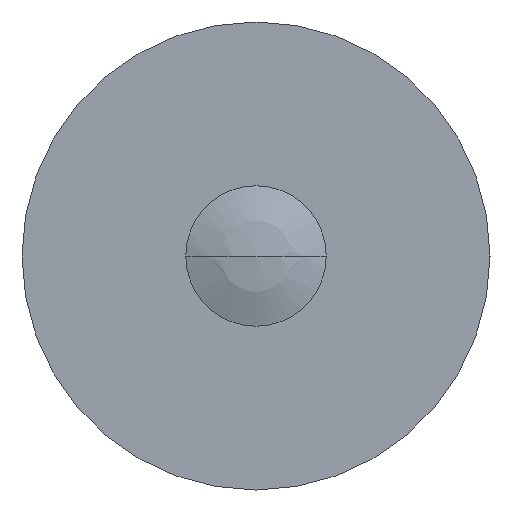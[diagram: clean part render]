
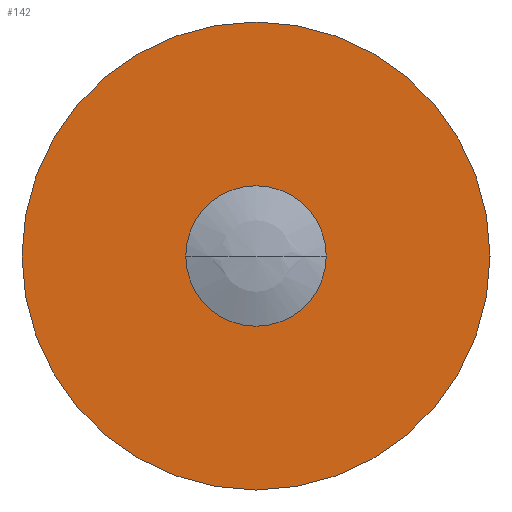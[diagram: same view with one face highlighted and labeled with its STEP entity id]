
A CAD part, left-side view. The second image highlights one B-rep face of the part: STEP entity #142.
In plain terms, the highlighted planar face has unit normal (-1, 0, 0).
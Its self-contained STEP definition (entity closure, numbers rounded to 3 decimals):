
#142=ADVANCED_FACE('',(#186,#187),#188,.F.);
#186=FACE_BOUND('',#232,.T.);
#187=FACE_OUTER_BOUND('',#233,.T.);
#188=PLANE('',#234);
#232=EDGE_LOOP('',(#366,#367));
#233=EDGE_LOOP('',(#368,#369));
#234=AXIS2_PLACEMENT_3D('',#370,#371,#372);
#366=ORIENTED_EDGE('',*,*,#418,.F.);
#367=ORIENTED_EDGE('',*,*,#406,.F.);
#368=ORIENTED_EDGE('',*,*,#419,.T.);
#369=ORIENTED_EDGE('',*,*,#399,.T.);
#370=CARTESIAN_POINT('',(1.5,2.5,0.0));
#371=DIRECTION('',(1.0,0.0,0.0));
#372=DIRECTION('',(0.0,0.0,-1.0));
#399=EDGE_CURVE('',#453,#450,#454,.T.);
#406=EDGE_CURVE('',#465,#459,#467,.T.);
#418=EDGE_CURVE('',#459,#465,#485,.T.);
#419=EDGE_CURVE('',#450,#453,#486,.T.);
#450=VERTEX_POINT('',#523);
#453=VERTEX_POINT('',#527);
#454=CIRCLE('',#528,2.5);
#459=VERTEX_POINT('',#534);
#465=VERTEX_POINT('',#541);
#467=CIRCLE('',#544,0.75);
#485=CIRCLE('',#564,0.75);
#486=CIRCLE('',#565,2.5);
#523=CARTESIAN_POINT('',(1.5,0.0,2.5));
#527=CARTESIAN_POINT('',(1.5,0.,-2.5));
#528=AXIS2_PLACEMENT_3D('',#609,#610,#611);
#534=CARTESIAN_POINT('',(1.5,0.0,0.75));
#541=CARTESIAN_POINT('',(1.5,0.,-0.75));
#544=AXIS2_PLACEMENT_3D('',#624,#625,#626);
#564=AXIS2_PLACEMENT_3D('',#656,#657,#658);
#565=AXIS2_PLACEMENT_3D('',#659,#660,#661);
#609=CARTESIAN_POINT('',(1.5,0.0,0.0));
#610=DIRECTION('',(-1.0,0.0,0.0));
#611=DIRECTION('',(0.0,0.0,1.0));
#624=CARTESIAN_POINT('',(1.5,0.0,0.0));
#625=DIRECTION('',(-1.0,0.0,0.0));
#626=DIRECTION('',(0.0,0.0,1.0));
#656=CARTESIAN_POINT('',(1.5,0.0,0.0));
#657=DIRECTION('',(-1.0,0.0,0.0));
#658=DIRECTION('',(0.0,0.0,1.0));
#659=CARTESIAN_POINT('',(1.5,0.0,0.0));
#660=DIRECTION('',(-1.0,0.0,0.0));
#661=DIRECTION('',(0.0,0.0,1.0));
